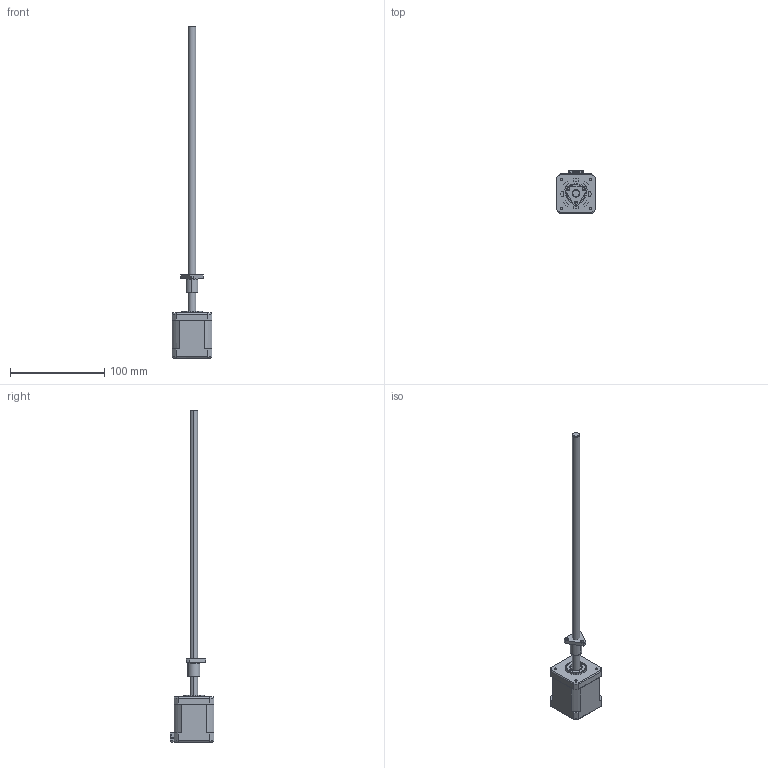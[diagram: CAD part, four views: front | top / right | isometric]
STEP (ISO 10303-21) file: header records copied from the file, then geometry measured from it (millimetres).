
FILE_DESCRIPTION (( 'STEP AP214' ), '1' );
FILE_NAME ('STP-LE17-3E12ANN.STEP', '2020-08-25T21:43:35', ( '' ), ( '' ), 'SwSTEP 2.0', 'SolidWorks 2017', '' );
FILE_SCHEMA (( 'AUTOMOTIVE_DESIGN' ));
Length unit declared in the file: millimetre
Products named in the file (3): STP-LE17-3E12ANN; STP-LE17-3E12ANN_1; STP-LE17-3E12ANN_2
Assembly tree (2 placements, depth 2):
  STP-LE17-3E12ANN
    STP-LE17-3E12ANN_1
    STP-LE17-3E12ANN_2
Bounding box: 42.2 x 46.2 x 352.6 mm (x, y, z)
Volume: 89320.3 mm3; surface area: 33132.1 mm2
Topology: 5 solids, 13 shells, 730 faces, 1873 edges, 1210 vertices
Faces by surface type: plane 364, cylinder 236, cone 76, bspline 54
Entity records: 36251 total; most frequent: CARTESIAN_POINT 18903, ORIENTED_EDGE 3746, DIRECTION 3376, EDGE_CURVE 1873, VERTEX_POINT 1210, AXIS2_PLACEMENT_3D 1160, LINE 1056, VECTOR 1056
